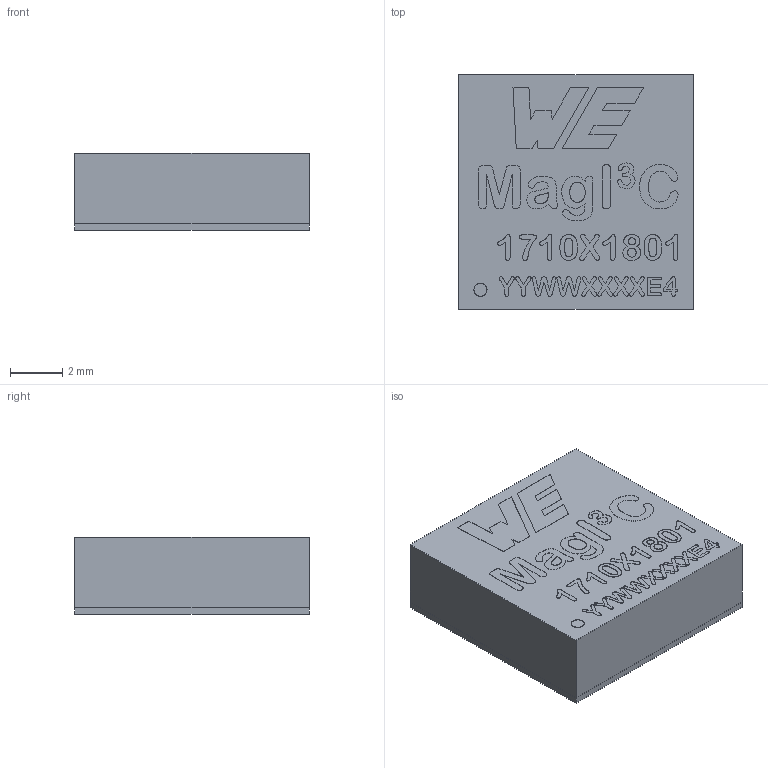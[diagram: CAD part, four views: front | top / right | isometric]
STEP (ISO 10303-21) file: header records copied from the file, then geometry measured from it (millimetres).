
FILE_DESCRIPTION(/* description */ ('Unknown'),/* implementation_level */ '2;1');
FILE_NAME(/* name */ '171031801',/* time_stamp */ '2020-03-26T13:24:36+01:00',/* author */ ('Unknown'),/* organization */ ('Unknown'),/* preprocessor_version */ 'ST-DEVELOPER v16.7',/* originating_system */ 'DEX',/* authorisation */ $);
FILE_SCHEMA (('AUTOMOTIVE_DESIGN {1 0 10303 214 3 1 1}'));
Products named in the file (3): 171031801; Substrate; Mold
Assembly tree (2 placements, depth 2):
  171031801
    Substrate
    Mold
Bounding box: 9 x 9 x 2.96 mm (x, y, z)
Volume: 239 mm3; surface area: 432.5 mm2
Topology: 2 solids, 2 shells, 3066 faces, 9018 edges, 6012 vertices
Faces by surface type: plane 3065, cylinder 1
Full cylindrical faces by diameter (mm): 0.3 x1
Entity records: 100624 total; most frequent: CARTESIAN_POINT 18098, ORIENTED_EDGE 18034, DIRECTION 15157, EDGE_CURVE 9017, LINE 9015, VECTOR 9015, VERTEX_POINT 6012, EDGE_LOOP 3123
